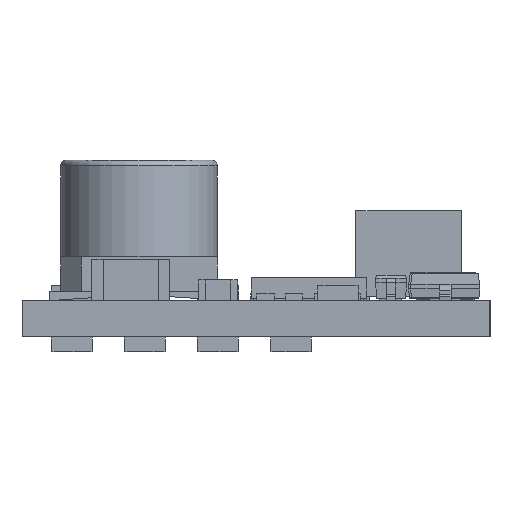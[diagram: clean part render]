
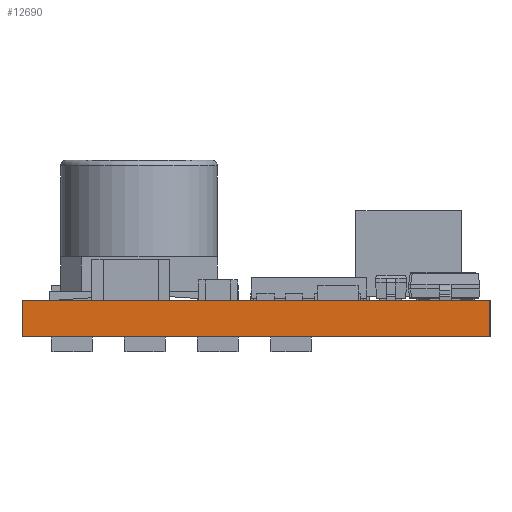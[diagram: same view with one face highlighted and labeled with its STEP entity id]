
A CAD part, left-side view. The second image highlights one B-rep face of the part: STEP entity #12690.
In plain terms, the highlighted planar face has unit normal (-1, 0, 0).
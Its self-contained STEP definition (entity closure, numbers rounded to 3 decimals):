
#442 = VERTEX_POINT ( 'NONE', #10630 ) ;
#1124 = LINE ( 'NONE', #49283, #34278 ) ;
#2327 = AXIS2_PLACEMENT_3D ( 'NONE', #3859, #15678, #19832 ) ;
#3859 = CARTESIAN_POINT ( 'NONE',  ( 0., 20.32, 1.575 ) ) ;
#3957 = LINE ( 'NONE', #31013, #40281 ) ;
#5912 = EDGE_CURVE ( 'NONE', #442, #33037, #3957, .T. ) ;
#6717 = DIRECTION ( 'NONE',  ( 0., 0., -1. ) ) ;
#9331 = DIRECTION ( 'NONE',  ( 0., 0., -1. ) ) ;
#10332 = DIRECTION ( 'NONE',  ( 0., -1., 0. ) ) ;
#10630 = CARTESIAN_POINT ( 'NONE',  ( 0., 20.32, 1.575 ) ) ;
#12251 = ORIENTED_EDGE ( 'NONE', *, *, #36284, .F. ) ;
#12690 = ADVANCED_FACE ( 'NONE', ( #46914 ), #36343, .F. ) ;
#12991 = ORIENTED_EDGE ( 'NONE', *, *, #5912, .F. ) ;
#14613 = EDGE_CURVE ( 'NONE', #34619, #34065, #49297, .T. ) ;
#15636 = CARTESIAN_POINT ( 'NONE',  ( 0., 0., 1.575 ) ) ;
#15678 = DIRECTION ( 'NONE',  ( 1., 0., 0. ) ) ;
#16274 = CARTESIAN_POINT ( 'NONE',  ( 0., 20.32, 0. ) ) ;
#17109 = LINE ( 'NONE', #35391, #27536 ) ;
#17296 = CARTESIAN_POINT ( 'NONE',  ( 0., 0., 0. ) ) ;
#18146 = EDGE_CURVE ( 'NONE', #442, #34619, #1124, .T. ) ;
#18150 = VECTOR ( 'NONE', #37108, 1000. ) ;
#19832 = DIRECTION ( 'NONE',  ( 0., 0., -1. ) ) ;
#20301 = ORIENTED_EDGE ( 'NONE', *, *, #14613, .T. ) ;
#25881 = ORIENTED_EDGE ( 'NONE', *, *, #18146, .T. ) ;
#27536 = VECTOR ( 'NONE', #6717, 1000. ) ;
#31013 = CARTESIAN_POINT ( 'NONE',  ( 0., 20.32, 1.575 ) ) ;
#32762 = CARTESIAN_POINT ( 'NONE',  ( 0., 20.32, 0. ) ) ;
#33037 = VERTEX_POINT ( 'NONE', #15636 ) ;
#34065 = VERTEX_POINT ( 'NONE', #17296 ) ;
#34278 = VECTOR ( 'NONE', #9331, 1000. ) ;
#34619 = VERTEX_POINT ( 'NONE', #32762 ) ;
#35391 = CARTESIAN_POINT ( 'NONE',  ( 0., 0., 1.575 ) ) ;
#36284 = EDGE_CURVE ( 'NONE', #33037, #34065, #17109, .T. ) ;
#36343 = PLANE ( 'NONE',  #2327 ) ;
#37108 = DIRECTION ( 'NONE',  ( 0., -1., 0. ) ) ;
#40281 = VECTOR ( 'NONE', #10332, 1000. ) ;
#46914 = FACE_OUTER_BOUND ( 'NONE', #53046, .T. ) ;
#49283 = CARTESIAN_POINT ( 'NONE',  ( 0., 20.32, 1.575 ) ) ;
#49297 = LINE ( 'NONE', #16274, #18150 ) ;
#53046 = EDGE_LOOP ( 'NONE', ( #20301, #12251, #12991, #25881 ) ) ;
